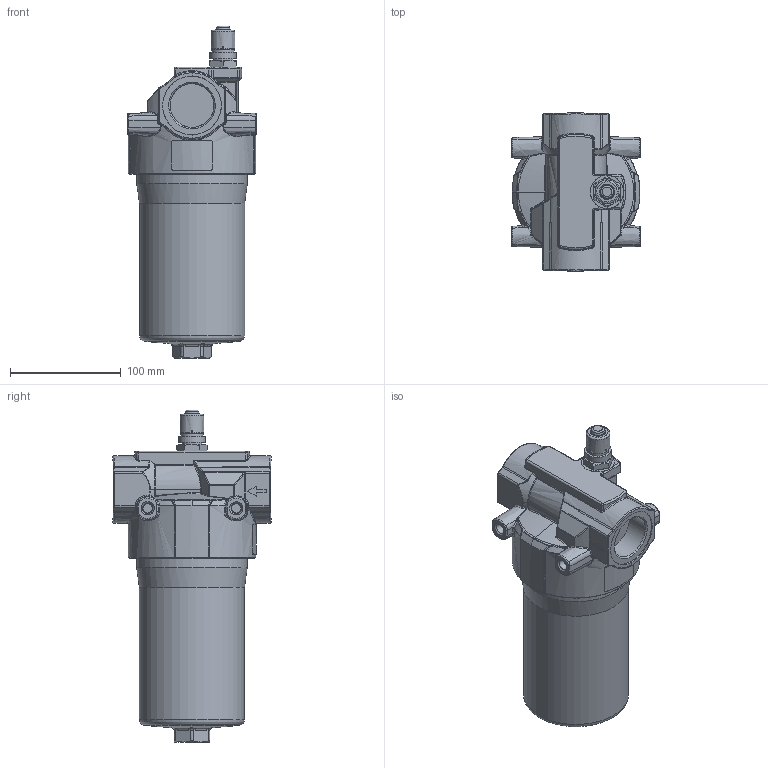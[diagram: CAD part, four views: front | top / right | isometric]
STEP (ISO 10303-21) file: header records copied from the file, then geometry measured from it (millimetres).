
FILE_DESCRIPTION((''),'2;1');
FILE_NAME('34377400_D162-258OD1.stp', '2016-10-25T08:03:14',('User'),('SDRC'),'I-DEAS Master Series 9','UNIX', 'Yes');
FILE_SCHEMA(('AUTOMOTIVE_DESIGN { 1 0 10303 214 1 1 1 1 }'));
Length unit declared in the file: millimetre
Products named in the file (1): 34377400
Bounding box: 116 x 143 x 299.8 mm (x, y, z)
Volume: 2004467.4 mm3; surface area: 119037.2 mm2
Topology: 1 solids, 3 shells, 709 faces, 1687 edges, 972 vertices
Faces by surface type: bspline 709
Entity records: 27089 total; most frequent: CARTESIAN_POINT 17658, ORIENTED_EDGE 3320, EDGE_CURVE 1660, B_SPLINE_CURVE_WITH_KNOTS 1039, VERTEX_POINT 972, EDGE_LOOP 724, FACE_OUTER_BOUND 709, ADVANCED_FACE 709
